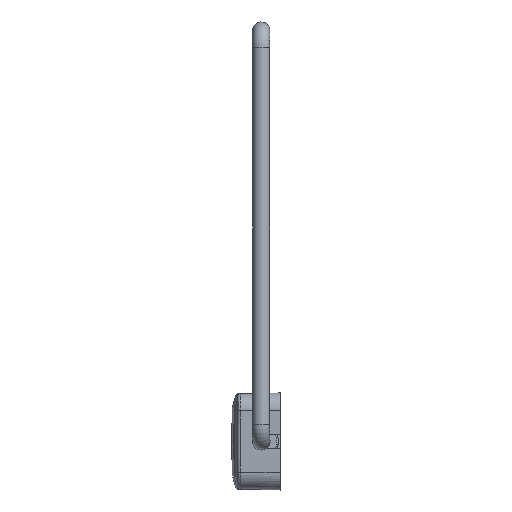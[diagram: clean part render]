
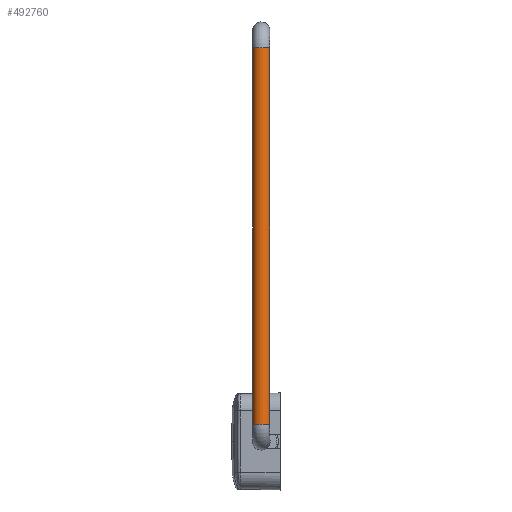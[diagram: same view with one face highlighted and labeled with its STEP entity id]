
A CAD part, left-side view. The second image highlights one B-rep face of the part: STEP entity #492760.
In plain terms, the highlighted cylindrical face has radius 3 mm (diameter 6 mm), a partial arc.
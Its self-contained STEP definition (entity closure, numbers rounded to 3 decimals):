
#490580=CARTESIAN_POINT('',(-75.664,4.352,
5.046));
#490590=VERTEX_POINT('',#490580);
#490900=CARTESIAN_POINT('',(-74.888,1.553,
5.796));
#490910=DIRECTION('',(0.,-0.259,
-0.966));
#490920=DIRECTION('',(-0.259,0.933,
-0.25));
#490930=AXIS2_PLACEMENT_3D('',#490900,#490910,#490920);
#490940=CIRCLE('',#490930,3.);
#490950=CARTESIAN_POINT('',(-74.888,4.451,
5.019));
#490960=VERTEX_POINT('',#490950);
#490990=EDGE_CURVE('',#490590,#490960,#490940,.T.);
#492370=CARTESIAN_POINT('',(-74.888,13.976,
52.16));
#492380=DIRECTION('',(0.,-0.259,
-0.966));
#492390=DIRECTION('',(0.,0.966,
-0.259));
#492400=AXIS2_PLACEMENT_3D('',#492370,#492380,#492390);
#492410=CYLINDRICAL_SURFACE('',#492400,3.);
#492420=CARTESIAN_POINT('',(-74.888,35.717,
133.298));
#492430=DIRECTION('',(0.,-0.259,
-0.966));
#492440=DIRECTION('',(-0.259,0.933,
-0.25));
#492450=AXIS2_PLACEMENT_3D('',#492420,#492430,#492440);
#492460=CIRCLE('',#492450,3.);
#492470=CARTESIAN_POINT('',(-74.888,32.819,
134.074));
#492480=VERTEX_POINT('',#492470);
#492490=CARTESIAN_POINT('',(-75.664,38.516,
132.548));
#492500=VERTEX_POINT('',#492490);
#492510=EDGE_CURVE('',#492480,#492500,#492460,.T.);
#492520=ORIENTED_EDGE('',*,*,#492510,.T.);
#492530=CARTESIAN_POINT('',(-74.888,11.078,
52.936));
#492540=DIRECTION('',(0.,-0.259,
-0.966));
#492550=VECTOR('',#492540,1.);
#492560=LINE('',#492530,#492550);
#492570=CARTESIAN_POINT('',(-74.888,-1.345,
6.572));
#492580=VERTEX_POINT('',#492570);
#492590=EDGE_CURVE('',#492480,#492580,#492560,.T.);
#492600=ORIENTED_EDGE('',*,*,#492590,.F.);
#492610=EDGE_CURVE('',#492580,#490590,#490940,.T.);
#492620=ORIENTED_EDGE('',*,*,#492610,.F.);
#492630=ORIENTED_EDGE('',*,*,#490990,.F.);
#492640=CARTESIAN_POINT('',(-74.888,16.874,
51.384));
#492650=DIRECTION('',(0.,-0.259,
-0.966));
#492660=VECTOR('',#492650,1.);
#492670=LINE('',#492640,#492660);
#492680=CARTESIAN_POINT('',(-74.888,38.615,
132.521));
#492690=VERTEX_POINT('',#492680);
#492700=EDGE_CURVE('',#492690,#490960,#492670,.T.);
#492710=ORIENTED_EDGE('',*,*,#492700,.T.);
#492720=EDGE_CURVE('',#492500,#492690,#492460,.T.);
#492730=ORIENTED_EDGE('',*,*,#492720,.T.);
#492740=EDGE_LOOP('',(#492730,#492710,#492630,#492620,#492600,#492520));
#492750=FACE_OUTER_BOUND('',#492740,.T.);
#492760=ADVANCED_FACE('',(#492750),#492410,.T.);
